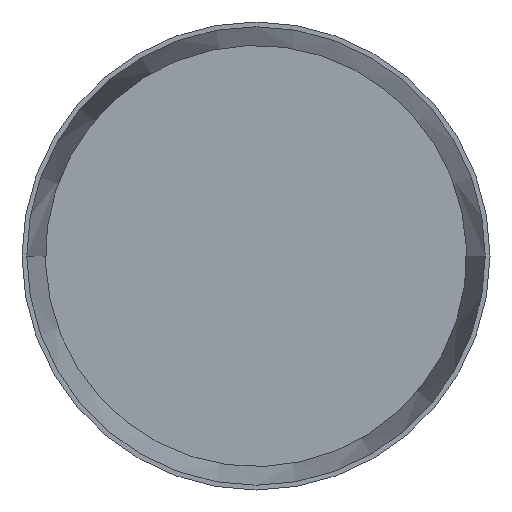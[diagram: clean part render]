
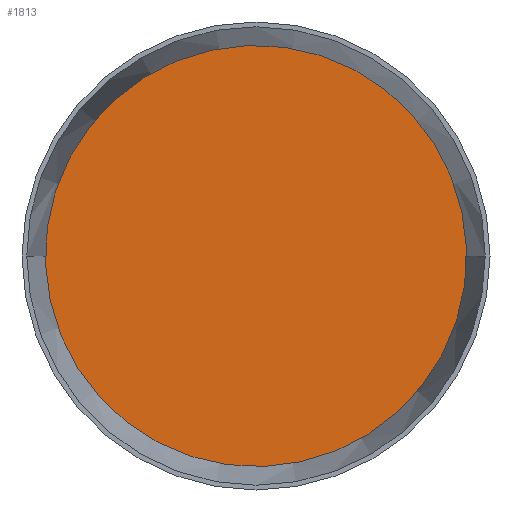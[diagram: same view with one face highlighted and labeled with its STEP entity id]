
A CAD part, front view. The second image highlights one B-rep face of the part: STEP entity #1813.
In plain terms, the highlighted planar face has unit normal (0, -1, 0).
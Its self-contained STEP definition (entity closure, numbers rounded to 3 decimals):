
#147 = ORIENTED_EDGE ( 'NONE', *, *, #728, .F. ) ;
#152 = AXIS2_PLACEMENT_3D ( 'NONE', #2988, #1031, #3315 ) ;
#295 = VERTEX_POINT ( 'NONE', #3211 ) ;
#360 = DIRECTION ( 'NONE',  ( 0., 1., 0. ) ) ;
#680 = CARTESIAN_POINT ( 'NONE',  ( 0., 0., 0. ) ) ;
#683 = ORIENTED_EDGE ( 'NONE', *, *, #2318, .F. ) ;
#728 = EDGE_CURVE ( 'NONE', #4088, #295, #2864, .T. ) ;
#972 = CIRCLE ( 'NONE', #152, 45. ) ;
#1031 = DIRECTION ( 'NONE',  ( 0., 1., 0. ) ) ;
#1668 = DIRECTION ( 'NONE',  ( 0., 1., 0. ) ) ;
#1726 = CARTESIAN_POINT ( 'NONE',  ( 0., 0., 45. ) ) ;
#1813 = ADVANCED_FACE ( 'NONE', ( #3582 ), #2330, .F. ) ;
#1819 = EDGE_LOOP ( 'NONE', ( #683, #147 ) ) ;
#2002 = AXIS2_PLACEMENT_3D ( 'NONE', #3651, #1668, #3986 ) ;
#2318 = EDGE_CURVE ( 'NONE', #295, #4088, #972, .T. ) ;
#2330 = PLANE ( 'NONE',  #3721 ) ;
#2651 = DIRECTION ( 'NONE',  ( 0., 0., 1. ) ) ;
#2864 = CIRCLE ( 'NONE', #2002, 45. ) ;
#2988 = CARTESIAN_POINT ( 'NONE',  ( 0., 0., 0. ) ) ;
#3211 = CARTESIAN_POINT ( 'NONE',  ( 0., 0., -45. ) ) ;
#3315 = DIRECTION ( 'NONE',  ( 0., 0., 1. ) ) ;
#3582 = FACE_OUTER_BOUND ( 'NONE', #1819, .T. ) ;
#3651 = CARTESIAN_POINT ( 'NONE',  ( 0., 0., 0. ) ) ;
#3721 = AXIS2_PLACEMENT_3D ( 'NONE', #680, #360, #2651 ) ;
#3986 = DIRECTION ( 'NONE',  ( 0., 0., 1. ) ) ;
#4088 = VERTEX_POINT ( 'NONE', #1726 ) ;
